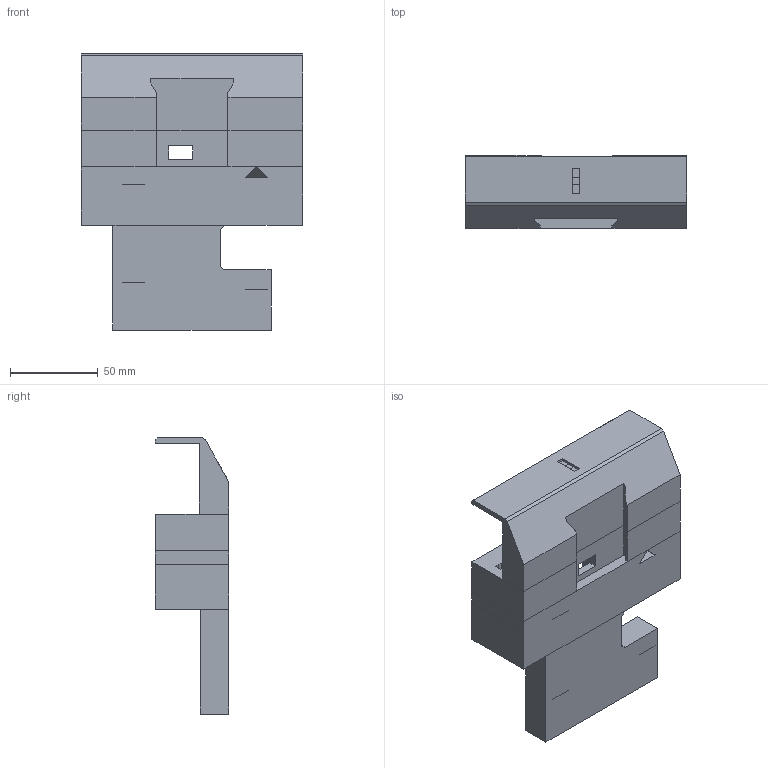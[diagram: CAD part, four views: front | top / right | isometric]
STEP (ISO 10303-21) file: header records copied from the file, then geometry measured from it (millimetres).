
FILE_DESCRIPTION(/* description */ (''),/* implementation_level */ '2;1');
FILE_NAME(/* name */ 'OBFA48~1',/* time_stamp */ '2025-11-24T23:49:45+08:00',/* author */ (''),/* organization */ (''),/* preprocessor_version */ 'ST-DEVELOPER v16.5',/* originating_system */ '',/* authorisation */ '');
FILE_SCHEMA (('CONFIG_CONTROL_DESIGN'));
Length unit declared in the file: millimetre
Products named in the file (1): Document
Bounding box: 126 x 41.64 x 157.25 mm (x, y, z)
Volume: 283184 mm3; surface area: 68185.6 mm2
Topology: 1 solids, 1 shells, 179 faces, 456 edges, 279 vertices
Faces by surface type: plane 117, bspline 44, cylinder 18
Entity records: 5614 total; most frequent: CARTESIAN_POINT 2674, ORIENTED_EDGE 904, EDGE_CURVE 452, VERTEX_POINT 279, B_SPLINE_CURVE_WITH_KNOTS 223, EDGE_LOOP 201, ADVANCED_FACE 179, FACE_OUTER_BOUND 179
